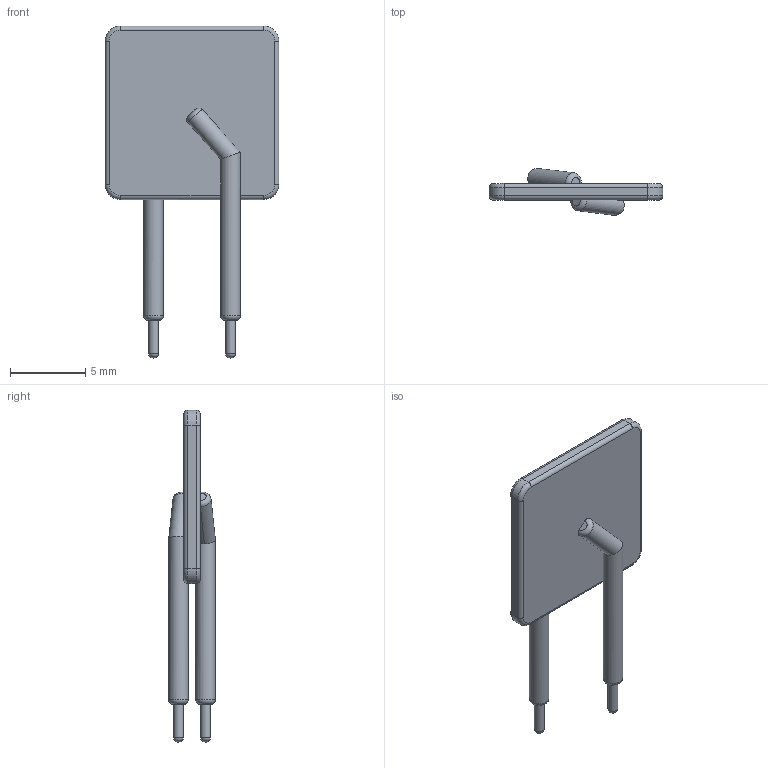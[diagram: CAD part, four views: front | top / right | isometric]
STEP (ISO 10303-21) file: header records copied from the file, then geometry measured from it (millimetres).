
FILE_DESCRIPTION(/* description */ ('model of Fuse_BelFuse_0ZRE_0ZRE0040FF_L11.5mm_W3.8mm'),/* implementation_level */ '2;1');
FILE_NAME(/* name */ 'Fuse_BelFuse_0ZRE_0ZRE0040FF_L11.5mm_W3.8mm.step',/* time_stamp */ '2019-06-27T21:53:06',/* author */ ('kicad StepUp','ksu'),/* organization */ ('FreeCAD'),/* preprocessor_version */ 'OCC',/* originating_system */ 'kicad StepUp',/* authorisation */ '');
FILE_SCHEMA(('AUTOMOTIVE_DESIGN { 1 0 10303 214 1 1 1 1 }'));
Length unit declared in the file: millimetre
Products named in the file (1): A_0ZRE0040FF
Bounding box: 11.5 x 3.1 x 22 mm (x, y, z)
Volume: 176.7 mm3; surface area: 397.3 mm2
Topology: 1 solids, 1 shells, 49 faces, 117 edges, 72 vertices
Faces by surface type: cylinder 21, torus 14, plane 12, revolution 2
Full cylindrical faces by diameter (mm): 0.65 x2, 1.3 x2
Entity records: 1976 total; most frequent: CARTESIAN_POINT 444, DIRECTION 274, ORIENTED_EDGE 234, AXIS2_PLACEMENT_3D 118, EDGE_CURVE 117, VERTEX_POINT 72, CIRCLE 58, FACE_BOUND 51
